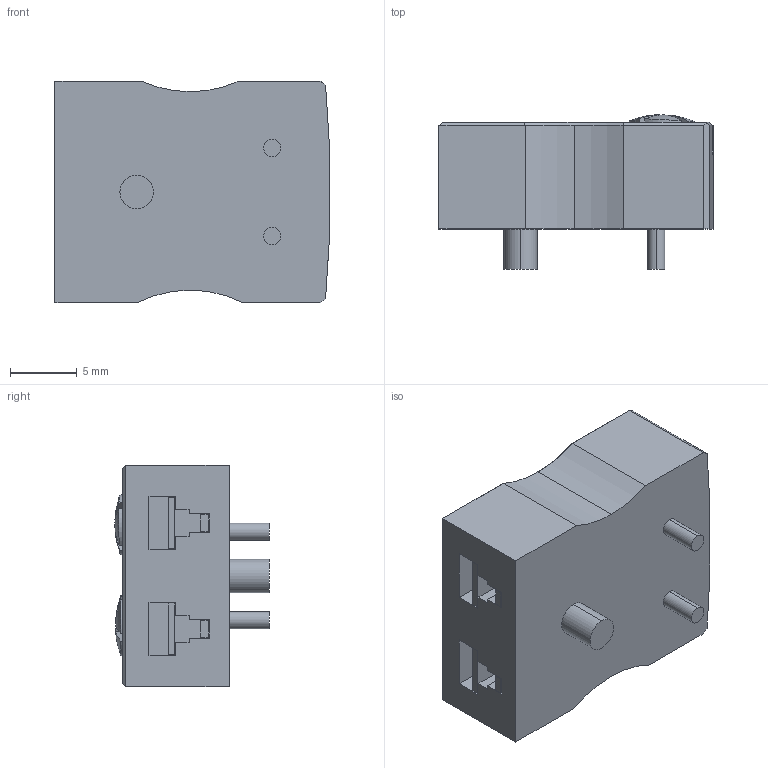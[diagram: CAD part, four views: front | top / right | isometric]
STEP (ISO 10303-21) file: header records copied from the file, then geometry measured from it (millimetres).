
FILE_DESCRIPTION (( 'STEP AP214' ), '1' );
FILE_NAME ('User Library-IM-T-PCB.STEP', '2023-07-17T01:49:13', ( '' ), ( '' ), 'SwSTEP 2.0', 'SolidWorks 2022', '' );
FILE_SCHEMA (( 'AUTOMOTIVE_DESIGN' ));
Length unit declared in the file: millimetre
Products named in the file (3): IM-K-PCB; screw_din_404-m2_5x3-5_8; User Library-IM-T-PCB
Assembly tree (3 placements, depth 2):
  User Library-IM-T-PCB
    IM-K-PCB
    screw_din_404-m2_5x3-5_8  x2
Bounding box: 20.5 x 11.56 x 16.6 mm (x, y, z)
Volume: 2424.6 mm3; surface area: 2076.4 mm2
Topology: 3 solids, 3 shells, 169 faces, 431 edges, 278 vertices
Faces by surface type: plane 106, cylinder 41, torus 12, cone 10
Entity records: 5277 total; most frequent: CARTESIAN_POINT 889, ORIENTED_EDGE 702, DIRECTION 669, EDGE_CURVE 351, VECTOR 253, LINE 253, VERTEX_POINT 228, AXIS2_PLACEMENT_3D 208
